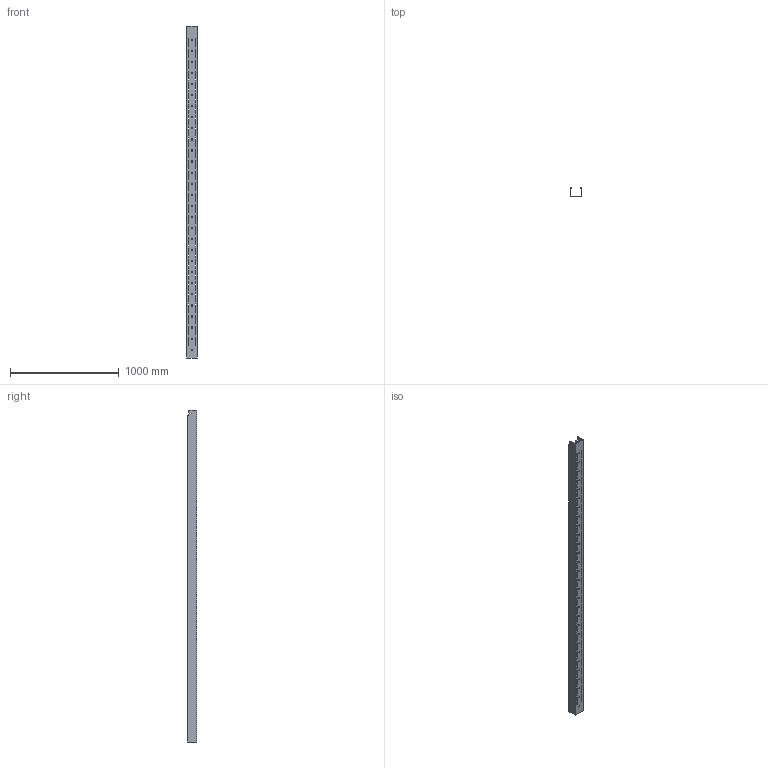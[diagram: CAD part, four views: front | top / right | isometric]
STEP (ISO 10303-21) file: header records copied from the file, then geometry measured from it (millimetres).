
FILE_DESCRIPTION (( 'STEP AP214' ), '1' );
FILE_NAME ('6059530.STEP', '2024-05-29T07:20:51', ( '' ), ( '' ), 'SwSTEP 2.0', 'SolidWorks 2022', '' );
FILE_SCHEMA (( 'AUTOMOTIVE_DESIGN' ));
Length unit declared in the file: millimetre
Products named in the file (1): 6059530
Bounding box: 100 x 86 x 3050 mm (x, y, z)
Volume: 1348621.4 mm3; surface area: 1823942.1 mm2
Topology: 1 solids, 1 shells, 322 faces, 960 edges, 640 vertices
Faces by surface type: plane 260, cylinder 62
Entity records: 11082 total; most frequent: CARTESIAN_POINT 1923, ORIENTED_EDGE 1920, DIRECTION 1730, EDGE_CURVE 960, VECTOR 836, LINE 836, VERTEX_POINT 640, EDGE_LOOP 492
